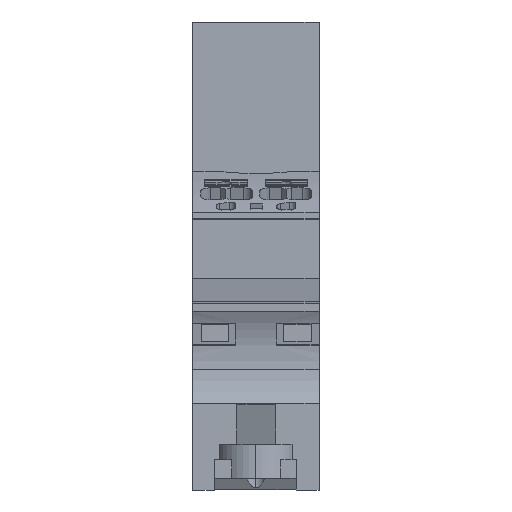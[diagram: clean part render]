
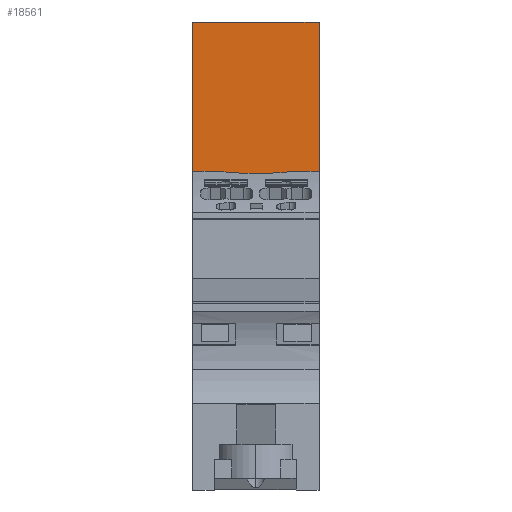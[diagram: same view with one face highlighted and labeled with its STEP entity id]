
A CAD part, front view. The second image highlights one B-rep face of the part: STEP entity #18561.
In plain terms, the highlighted face is planar.
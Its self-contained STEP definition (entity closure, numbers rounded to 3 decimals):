
#374=CARTESIAN_POINT('',(39.741,27.934,4.5));
#375=VERTEX_POINT('',#374);
#382=CARTESIAN_POINT('',(35.932,58.951,4.5));
#383=VERTEX_POINT('',#382);
#384=CARTESIAN_POINT('',(1542.156,-12208.252,4.5));
#385=DIRECTION('',(-0.122,0.993,-0.));
#386=VECTOR('',#385,24690.);
#387=LINE('',#384,#386);
#388=EDGE_CURVE('',#375,#383,#387,.T.);
#790=CARTESIAN_POINT('',(35.932,58.951,20.8));
#791=VERTEX_POINT('',#790);
#798=CARTESIAN_POINT('',(39.741,27.934,20.8));
#799=VERTEX_POINT('',#798);
#800=CARTESIAN_POINT('',(-1467.112,12300.265,20.8));
#801=DIRECTION('',(0.122,-0.993,0.));
#802=VECTOR('',#801,24690.);
#803=LINE('',#800,#802);
#804=EDGE_CURVE('',#791,#799,#803,.T.);
#10990=CARTESIAN_POINT('',(39.741,27.934,6.1));
#10991=VERTEX_POINT('',#10990);
#10998=CARTESIAN_POINT('',(39.741,27.934,-12339.6));
#10999=DIRECTION('',(0.,0.,1.));
#11000=VECTOR('',#10999,24690.);
#11001=LINE('',#10998,#11000);
#11002=EDGE_CURVE('',#375,#10991,#11001,.T.);
#11072=CARTESIAN_POINT('',(38.76,35.924,6.1));
#11073=VERTEX_POINT('',#11072);
#11074=CARTESIAN_POINT('',(1541.848,-12205.744,6.1));
#11075=DIRECTION('',(-0.122,0.993,0.));
#11076=VECTOR('',#11075,24690.);
#11077=LINE('',#11074,#11076);
#11078=EDGE_CURVE('',#10991,#11073,#11077,.T.);
#18522=CARTESIAN_POINT('',(35.932,58.951,4.55));
#18523=DIRECTION('',(0.993,0.122,-0.));
#18524=DIRECTION('',(-0.122,0.993,-0.));
#18525=AXIS2_PLACEMENT_3D('',#18522,#18523,#18524);
#18526=PLANE('',#18525);
#18527=CARTESIAN_POINT('',(35.932,58.951,-12340.45));
#18528=DIRECTION('',(-0.,0.,1.));
#18529=VECTOR('',#18528,24690.);
#18530=LINE('',#18527,#18529);
#18531=EDGE_CURVE('',#383,#791,#18530,.T.);
#18532=ORIENTED_EDGE('',*,*,#18531,.F.);
#18533=ORIENTED_EDGE('',*,*,#388,.F.);
#18534=ORIENTED_EDGE('',*,*,#11002,.T.);
#18535=ORIENTED_EDGE('',*,*,#11078,.T.);
#18536=CARTESIAN_POINT('',(38.76,35.924,19.2));
#18537=VERTEX_POINT('',#18536);
#18538=CARTESIAN_POINT('',(38.76,35.924,-12340.45));
#18539=DIRECTION('',(-0.,0.,1.));
#18540=VECTOR('',#18539,24690.);
#18541=LINE('',#18538,#18540);
#18542=EDGE_CURVE('',#11073,#18537,#18541,.T.);
#18543=ORIENTED_EDGE('',*,*,#18542,.T.);
#18544=CARTESIAN_POINT('',(39.741,27.934,19.2));
#18545=VERTEX_POINT('',#18544);
#18546=CARTESIAN_POINT('',(1541.848,-12205.744,19.2));
#18547=DIRECTION('',(-0.122,0.993,-0.));
#18548=VECTOR('',#18547,24690.);
#18549=LINE('',#18546,#18548);
#18550=EDGE_CURVE('',#18545,#18537,#18549,.T.);
#18551=ORIENTED_EDGE('',*,*,#18550,.F.);
#18552=CARTESIAN_POINT('',(39.741,27.934,12356.85));
#18553=DIRECTION('',(-0.,0.,-1.));
#18554=VECTOR('',#18553,24690.);
#18555=LINE('',#18552,#18554);
#18556=EDGE_CURVE('',#799,#18545,#18555,.T.);
#18557=ORIENTED_EDGE('',*,*,#18556,.F.);
#18558=ORIENTED_EDGE('',*,*,#804,.F.);
#18559=EDGE_LOOP('',(#18532,#18533,#18534,#18535,#18543,#18551,#18557,#18558));
#18560=FACE_BOUND('',#18559,.T.);
#18561=ADVANCED_FACE('',(#18560),#18526,.F.);
